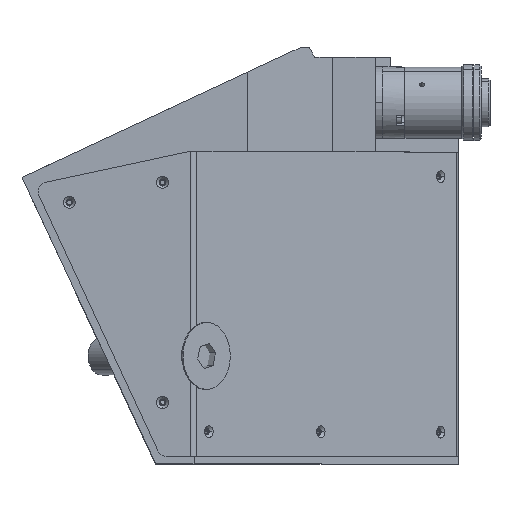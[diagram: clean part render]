
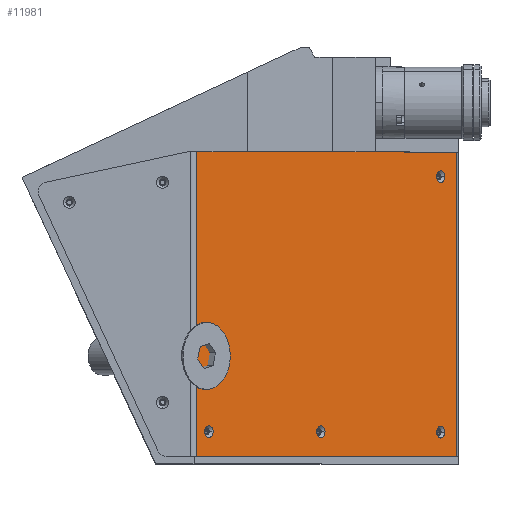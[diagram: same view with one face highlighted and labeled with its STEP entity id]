
A CAD part, top view. The second image highlights one B-rep face of the part: STEP entity #11981.
In plain terms, the highlighted planar face has unit normal (0.707, 0, 0.707).
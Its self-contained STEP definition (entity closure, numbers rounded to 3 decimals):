
#89 = DIRECTION ( 'NONE',  ( 0.707, 0., -0.707 ) ) ;
#137 = DIRECTION ( 'NONE',  ( 0.707, 0., -0.707 ) ) ;
#149 = EDGE_CURVE ( 'NONE', #1788, #3699, #834, .T. ) ;
#262 = DIRECTION ( 'NONE',  ( 0., -1., 0. ) ) ;
#357 = CARTESIAN_POINT ( 'NONE',  ( -38.544, 70., 178.228 ) ) ;
#466 = DIRECTION ( 'NONE',  ( 0.707, 0., -0.707 ) ) ;
#492 = CARTESIAN_POINT ( 'NONE',  ( -31.849, -78., 171.534 ) ) ;
#515 = VECTOR ( 'NONE', #262, 1000. ) ;
#576 = ORIENTED_EDGE ( 'NONE', *, *, #5601, .F. ) ;
#630 = CARTESIAN_POINT ( 'NONE',  ( 92.947, 57., 46.738 ) ) ;
#659 = ORIENTED_EDGE ( 'NONE', *, *, #1347, .F. ) ;
#791 = CIRCLE ( 'NONE', #10979, 3.15 ) ;
#817 = CARTESIAN_POINT ( 'NONE',  ( -34.077, -78., 173.761 ) ) ;
#834 = LINE ( 'NONE', #12661, #515 ) ;
#886 = CIRCLE ( 'NONE', #7591, 3.15 ) ;
#962 = DIRECTION ( 'NONE',  ( -0.707, 0., 0.707 ) ) ;
#1053 = DIRECTION ( 'NONE',  ( -0.707, 0., -0.707 ) ) ;
#1310 = EDGE_CURVE ( 'NONE', #6222, #1977, #2102, .T. ) ;
#1347 = EDGE_CURVE ( 'NONE', #1788, #10501, #4430, .T. ) ;
#1524 = VERTEX_POINT ( 'NONE', #630 ) ;
#1788 = VERTEX_POINT ( 'NONE', #357 ) ;
#1977 = VERTEX_POINT ( 'NONE', #6795 ) ;
#2009 = ORIENTED_EDGE ( 'NONE', *, *, #8543, .F. ) ;
#2102 = CIRCLE ( 'NONE', #3967, 3.15 ) ;
#2294 = VERTEX_POINT ( 'NONE', #8428 ) ;
#2363 = AXIS2_PLACEMENT_3D ( 'NONE', #12494, #4581, #10795 ) ;
#2448 = CARTESIAN_POINT ( 'NONE',  ( 90.719, 57., 48.965 ) ) ;
#2467 = DIRECTION ( 'NONE',  ( 0.707, 0., -0.707 ) ) ;
#2554 = EDGE_CURVE ( 'NONE', #2294, #1524, #791, .T. ) ;
#2575 = DIRECTION ( 'NONE',  ( 0.707, 0., 0.707 ) ) ;
#2587 = FACE_BOUND ( 'NONE', #3877, .T. ) ;
#2615 = DIRECTION ( 'NONE',  ( 0.707, 0., -0.707 ) ) ;
#2773 = EDGE_CURVE ( 'NONE', #3437, #10501, #6745, .T. ) ;
#2862 = VECTOR ( 'NONE', #89, 1000. ) ;
#3052 = CARTESIAN_POINT ( 'NONE',  ( -31.849, -78., 171.534 ) ) ;
#3215 = DIRECTION ( 'NONE',  ( 0.707, 0., -0.707 ) ) ;
#3321 = CARTESIAN_POINT ( 'NONE',  ( 98.828, -91., 40.856 ) ) ;
#3437 = VERTEX_POINT ( 'NONE', #3321 ) ;
#3499 = CIRCLE ( 'NONE', #2363, 3.15 ) ;
#3573 = EDGE_LOOP ( 'NONE', ( #11635, #2009 ) ) ;
#3584 = EDGE_LOOP ( 'NONE', ( #9238, #12397 ) ) ;
#3608 = VECTOR ( 'NONE', #7160, 1000. ) ;
#3699 = VERTEX_POINT ( 'NONE', #8134 ) ;
#3855 = DIRECTION ( 'NONE',  ( 0.707, 0., 0.707 ) ) ;
#3877 = EDGE_LOOP ( 'NONE', ( #576, #4117 ) ) ;
#3967 = AXIS2_PLACEMENT_3D ( 'NONE', #4218, #4173, #137 ) ;
#4053 = VERTEX_POINT ( 'NONE', #817 ) ;
#4117 = ORIENTED_EDGE ( 'NONE', *, *, #9364, .F. ) ;
#4173 = DIRECTION ( 'NONE',  ( 0.707, 0., 0.707 ) ) ;
#4218 = CARTESIAN_POINT ( 'NONE',  ( 27.314, -78., 112.371 ) ) ;
#4305 = CARTESIAN_POINT ( 'NONE',  ( -39.716, 70., 179.4 ) ) ;
#4380 = EDGE_CURVE ( 'NONE', #3699, #3437, #8478, .T. ) ;
#4430 = LINE ( 'NONE', #4305, #2862 ) ;
#4581 = DIRECTION ( 'NONE',  ( 0.707, 0., 0.707 ) ) ;
#4613 = FACE_OUTER_BOUND ( 'NONE', #9330, .T. ) ;
#4770 = EDGE_CURVE ( 'NONE', #4053, #6742, #8924, .T. ) ;
#5158 = CARTESIAN_POINT ( 'NONE',  ( 98.828, 70., 40.856 ) ) ;
#5256 = FACE_BOUND ( 'NONE', #3573, .T. ) ;
#5601 = EDGE_CURVE ( 'NONE', #12477, #9800, #886, .T. ) ;
#5888 = CARTESIAN_POINT ( 'NONE',  ( -39.716, 346.506, 179.4 ) ) ;
#6083 = ORIENTED_EDGE ( 'NONE', *, *, #4770, .F. ) ;
#6193 = FACE_BOUND ( 'NONE', #11568, .T. ) ;
#6222 = VERTEX_POINT ( 'NONE', #6352 ) ;
#6238 = CARTESIAN_POINT ( 'NONE',  ( 90.719, -78., 48.965 ) ) ;
#6352 = CARTESIAN_POINT ( 'NONE',  ( 29.541, -78., 110.143 ) ) ;
#6389 = CARTESIAN_POINT ( 'NONE',  ( 90.719, -78., 48.965 ) ) ;
#6642 = FACE_BOUND ( 'NONE', #3584, .T. ) ;
#6742 = VERTEX_POINT ( 'NONE', #12680 ) ;
#6745 = LINE ( 'NONE', #8001, #3608 ) ;
#6795 = CARTESIAN_POINT ( 'NONE',  ( 25.086, -78., 114.598 ) ) ;
#7035 = DIRECTION ( 'NONE',  ( 0.707, 0., -0.707 ) ) ;
#7044 = ORIENTED_EDGE ( 'NONE', *, *, #2773, .T. ) ;
#7160 = DIRECTION ( 'NONE',  ( 0., 1., 0. ) ) ;
#7591 = AXIS2_PLACEMENT_3D ( 'NONE', #6238, #9306, #3215 ) ;
#7753 = CARTESIAN_POINT ( 'NONE',  ( 90.719, 57., 48.965 ) ) ;
#8001 = CARTESIAN_POINT ( 'NONE',  ( 98.828, 346.506, 40.856 ) ) ;
#8114 = DIRECTION ( 'NONE',  ( 0.707, 0., -0.707 ) ) ;
#8134 = CARTESIAN_POINT ( 'NONE',  ( -38.544, -91., 178.228 ) ) ;
#8306 = CARTESIAN_POINT ( 'NONE',  ( 88.492, -78., 51.192 ) ) ;
#8428 = CARTESIAN_POINT ( 'NONE',  ( 88.492, 57., 51.192 ) ) ;
#8435 = DIRECTION ( 'NONE',  ( 0.707, 0., -0.707 ) ) ;
#8468 = EDGE_CURVE ( 'NONE', #6742, #4053, #9455, .T. ) ;
#8478 = LINE ( 'NONE', #10418, #11944 ) ;
#8543 = EDGE_CURVE ( 'NONE', #1977, #6222, #3499, .T. ) ;
#8643 = AXIS2_PLACEMENT_3D ( 'NONE', #492, #2575, #2615 ) ;
#8924 = CIRCLE ( 'NONE', #11109, 3.15 ) ;
#8957 = PLANE ( 'NONE',  #12488 ) ;
#9097 = ORIENTED_EDGE ( 'NONE', *, *, #149, .T. ) ;
#9238 = ORIENTED_EDGE ( 'NONE', *, *, #9822, .F. ) ;
#9306 = DIRECTION ( 'NONE',  ( 0.707, 0., 0.707 ) ) ;
#9330 = EDGE_LOOP ( 'NONE', ( #11013, #7044, #659, #9097 ) ) ;
#9333 = DIRECTION ( 'NONE',  ( 0.707, 0., 0.707 ) ) ;
#9364 = EDGE_CURVE ( 'NONE', #9800, #12477, #10243, .T. ) ;
#9455 = CIRCLE ( 'NONE', #8643, 3.15 ) ;
#9560 = ORIENTED_EDGE ( 'NONE', *, *, #8468, .F. ) ;
#9800 = VERTEX_POINT ( 'NONE', #8306 ) ;
#9822 = EDGE_CURVE ( 'NONE', #1524, #2294, #12434, .T. ) ;
#10243 = CIRCLE ( 'NONE', #10406, 3.15 ) ;
#10399 = DIRECTION ( 'NONE',  ( 0.707, 0., 0.707 ) ) ;
#10406 = AXIS2_PLACEMENT_3D ( 'NONE', #6389, #9333, #466 ) ;
#10418 = CARTESIAN_POINT ( 'NONE',  ( -39.716, -91., 179.4 ) ) ;
#10501 = VERTEX_POINT ( 'NONE', #5158 ) ;
#10795 = DIRECTION ( 'NONE',  ( 0.707, 0., -0.707 ) ) ;
#10931 = AXIS2_PLACEMENT_3D ( 'NONE', #2448, #10399, #8435 ) ;
#10964 = CARTESIAN_POINT ( 'NONE',  ( 92.947, -78., 46.738 ) ) ;
#10979 = AXIS2_PLACEMENT_3D ( 'NONE', #7753, #3855, #8114 ) ;
#11013 = ORIENTED_EDGE ( 'NONE', *, *, #4380, .T. ) ;
#11109 = AXIS2_PLACEMENT_3D ( 'NONE', #3052, #12016, #7035 ) ;
#11568 = EDGE_LOOP ( 'NONE', ( #9560, #6083 ) ) ;
#11635 = ORIENTED_EDGE ( 'NONE', *, *, #1310, .F. ) ;
#11944 = VECTOR ( 'NONE', #2467, 1000. ) ;
#11981 = ADVANCED_FACE ( 'NONE', ( #5256, #6193, #2587, #6642, #4613 ), #8957, .F. ) ;
#12016 = DIRECTION ( 'NONE',  ( 0.707, 0., 0.707 ) ) ;
#12397 = ORIENTED_EDGE ( 'NONE', *, *, #2554, .F. ) ;
#12434 = CIRCLE ( 'NONE', #10931, 3.15 ) ;
#12477 = VERTEX_POINT ( 'NONE', #10964 ) ;
#12488 = AXIS2_PLACEMENT_3D ( 'NONE', #5888, #1053, #962 ) ;
#12494 = CARTESIAN_POINT ( 'NONE',  ( 27.314, -78., 112.371 ) ) ;
#12661 = CARTESIAN_POINT ( 'NONE',  ( -38.544, 346.506, 178.228 ) ) ;
#12680 = CARTESIAN_POINT ( 'NONE',  ( -29.622, -78., 169.306 ) ) ;
